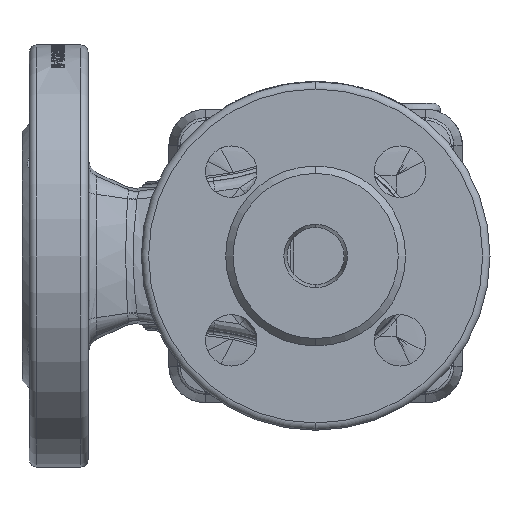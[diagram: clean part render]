
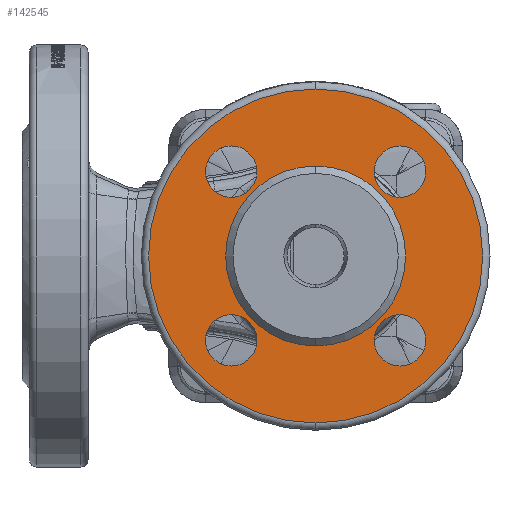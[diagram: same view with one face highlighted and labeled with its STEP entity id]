
A CAD part, front view. The second image highlights one B-rep face of the part: STEP entity #142545.
In plain terms, the highlighted planar face has unit normal (0, -1, 0).
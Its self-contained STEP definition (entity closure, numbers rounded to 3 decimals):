
#1317 = VERTEX_POINT ( 'NONE', #147562 ) ;
#1963 = CIRCLE ( 'NONE', #71538, 7. ) ;
#2245 = CIRCLE ( 'NONE', #18663, 45.5 ) ;
#2633 = DIRECTION ( 'NONE',  ( 0., 1., 0. ) ) ;
#3355 = DIRECTION ( 'NONE',  ( 0., 0., -1. ) ) ;
#4776 = FACE_BOUND ( 'NONE', #50509, .T. ) ;
#5038 = AXIS2_PLACEMENT_3D ( 'NONE', #107295, #59342, #95594 ) ;
#8429 = AXIS2_PLACEMENT_3D ( 'NONE', #147551, #74099, #110803 ) ;
#8498 = PLANE ( 'NONE',  #38561 ) ;
#10820 = DIRECTION ( 'NONE',  ( 0., 0., -1. ) ) ;
#13627 = CARTESIAN_POINT ( 'NONE',  ( 22.981, -88., 29.981 ) ) ;
#14540 = CARTESIAN_POINT ( 'NONE',  ( -22.981, -88., -22.981 ) ) ;
#16190 = VERTEX_POINT ( 'NONE', #67579 ) ;
#18530 = ORIENTED_EDGE ( 'NONE', *, *, #53108, .T. ) ;
#18587 = EDGE_CURVE ( 'NONE', #57889, #52897, #62121, .T. ) ;
#18663 = AXIS2_PLACEMENT_3D ( 'NONE', #129221, #138835, #151106 ) ;
#18807 = EDGE_CURVE ( 'NONE', #16190, #79263, #102040, .T. ) ;
#24892 = CARTESIAN_POINT ( 'NONE',  ( 0., -88., -45.5 ) ) ;
#28401 = CIRCLE ( 'NONE', #8429, 7. ) ;
#35855 = DIRECTION ( 'NONE',  ( 0., 0., -1. ) ) ;
#36051 = DIRECTION ( 'NONE',  ( 0., 1., 0. ) ) ;
#38561 = AXIS2_PLACEMENT_3D ( 'NONE', #58163, #119835, #143323 ) ;
#39468 = ORIENTED_EDGE ( 'NONE', *, *, #106209, .F. ) ;
#41245 = DIRECTION ( 'NONE',  ( 0., 0., -1. ) ) ;
#42098 = AXIS2_PLACEMENT_3D ( 'NONE', #108419, #122712, #10820 ) ;
#42305 = DIRECTION ( 'NONE',  ( 0., -1., 0. ) ) ;
#44979 = FACE_BOUND ( 'NONE', #72333, .T. ) ;
#46247 = CARTESIAN_POINT ( 'NONE',  ( 0., -88., 24.5 ) ) ;
#47472 = AXIS2_PLACEMENT_3D ( 'NONE', #14540, #112098, #48777 ) ;
#47513 = VERTEX_POINT ( 'NONE', #62322 ) ;
#47995 = DIRECTION ( 'NONE',  ( 0., 0., -1. ) ) ;
#48777 = DIRECTION ( 'NONE',  ( 0., 0., -1. ) ) ;
#49045 = CARTESIAN_POINT ( 'NONE',  ( 22.981, -88., -22.981 ) ) ;
#50509 = EDGE_LOOP ( 'NONE', ( #39468, #147262 ) ) ;
#51269 = CARTESIAN_POINT ( 'NONE',  ( 0., -88., 0. ) ) ;
#52181 = EDGE_LOOP ( 'NONE', ( #105566, #151594 ) ) ;
#52599 = FACE_BOUND ( 'NONE', #63470, .T. ) ;
#52897 = VERTEX_POINT ( 'NONE', #46247 ) ;
#53078 = DIRECTION ( 'NONE',  ( 0., 0., 1. ) ) ;
#53108 = EDGE_CURVE ( 'NONE', #52897, #57889, #75158, .T. ) ;
#53587 = EDGE_LOOP ( 'NONE', ( #68849, #98875 ) ) ;
#56455 = FACE_BOUND ( 'NONE', #53587, .T. ) ;
#57889 = VERTEX_POINT ( 'NONE', #63664 ) ;
#58163 = CARTESIAN_POINT ( 'NONE',  ( -24.5, -88., 0. ) ) ;
#58893 = ORIENTED_EDGE ( 'NONE', *, *, #115465, .F. ) ;
#59342 = DIRECTION ( 'NONE',  ( 0., -1., 0. ) ) ;
#62121 = CIRCLE ( 'NONE', #75602, 24.5 ) ;
#62322 = CARTESIAN_POINT ( 'NONE',  ( 0., -88., 45.5 ) ) ;
#63470 = EDGE_LOOP ( 'NONE', ( #18530, #121775 ) ) ;
#63550 = DIRECTION ( 'NONE',  ( 0., 0., 1. ) ) ;
#63664 = CARTESIAN_POINT ( 'NONE',  ( 0., -88., -24.5 ) ) ;
#65883 = CARTESIAN_POINT ( 'NONE',  ( -22.981, -88., -15.981 ) ) ;
#67579 = CARTESIAN_POINT ( 'NONE',  ( 22.981, -88., -15.981 ) ) ;
#68849 = ORIENTED_EDGE ( 'NONE', *, *, #112412, .F. ) ;
#69475 = CARTESIAN_POINT ( 'NONE',  ( 22.981, -88., -29.981 ) ) ;
#69791 = EDGE_CURVE ( 'NONE', #147492, #1317, #93047, .T. ) ;
#71538 = AXIS2_PLACEMENT_3D ( 'NONE', #49045, #107672, #47995 ) ;
#72333 = EDGE_LOOP ( 'NONE', ( #116813, #58893 ) ) ;
#74099 = DIRECTION ( 'NONE',  ( 0., -1., 0. ) ) ;
#75158 = CIRCLE ( 'NONE', #120899, 24.5 ) ;
#75602 = AXIS2_PLACEMENT_3D ( 'NONE', #121762, #36051, #108508 ) ;
#77386 = FACE_BOUND ( 'NONE', #52181, .T. ) ;
#79263 = VERTEX_POINT ( 'NONE', #69475 ) ;
#79998 = AXIS2_PLACEMENT_3D ( 'NONE', #51269, #2633, #63550 ) ;
#85107 = EDGE_CURVE ( 'NONE', #127244, #47513, #125362, .T. ) ;
#86111 = VERTEX_POINT ( 'NONE', #13627 ) ;
#90924 = CARTESIAN_POINT ( 'NONE',  ( 22.981, -88., 15.981 ) ) ;
#92300 = VERTEX_POINT ( 'NONE', #93100 ) ;
#93047 = CIRCLE ( 'NONE', #42098, 7. ) ;
#93100 = CARTESIAN_POINT ( 'NONE',  ( -22.981, -88., 15.981 ) ) ;
#95594 = DIRECTION ( 'NONE',  ( 0., 0., -1. ) ) ;
#97691 = DIRECTION ( 'NONE',  ( 0., -1., 0. ) ) ;
#98339 = AXIS2_PLACEMENT_3D ( 'NONE', #114176, #42305, #41245 ) ;
#98875 = ORIENTED_EDGE ( 'NONE', *, *, #18807, .F. ) ;
#100004 = CARTESIAN_POINT ( 'NONE',  ( 0., -88., 0. ) ) ;
#100183 = EDGE_CURVE ( 'NONE', #1317, #147492, #151438, .T. ) ;
#102040 = CIRCLE ( 'NONE', #106174, 7. ) ;
#104658 = CIRCLE ( 'NONE', #127644, 7. ) ;
#105566 = ORIENTED_EDGE ( 'NONE', *, *, #100183, .F. ) ;
#106174 = AXIS2_PLACEMENT_3D ( 'NONE', #146628, #97691, #35855 ) ;
#106209 = EDGE_CURVE ( 'NONE', #147583, #86111, #28401, .T. ) ;
#106322 = CARTESIAN_POINT ( 'NONE',  ( -22.981, -88., 29.981 ) ) ;
#107295 = CARTESIAN_POINT ( 'NONE',  ( -22.981, -88., 22.981 ) ) ;
#107672 = DIRECTION ( 'NONE',  ( 0., -1., 0. ) ) ;
#108419 = CARTESIAN_POINT ( 'NONE',  ( -22.981, -88., -22.981 ) ) ;
#108508 = DIRECTION ( 'NONE',  ( 0., 0., 1. ) ) ;
#110263 = CIRCLE ( 'NONE', #5038, 7. ) ;
#110803 = DIRECTION ( 'NONE',  ( 0., 0., -1. ) ) ;
#112098 = DIRECTION ( 'NONE',  ( 0., -1., 0. ) ) ;
#112412 = EDGE_CURVE ( 'NONE', #79263, #16190, #1963, .T. ) ;
#114176 = CARTESIAN_POINT ( 'NONE',  ( 22.981, -88., 22.981 ) ) ;
#114985 = ORIENTED_EDGE ( 'NONE', *, *, #138635, .F. ) ;
#115465 = EDGE_CURVE ( 'NONE', #150257, #92300, #104658, .T. ) ;
#115716 = EDGE_CURVE ( 'NONE', #92300, #150257, #110263, .T. ) ;
#116813 = ORIENTED_EDGE ( 'NONE', *, *, #115716, .F. ) ;
#119835 = DIRECTION ( 'NONE',  ( 0., -1., 0. ) ) ;
#120899 = AXIS2_PLACEMENT_3D ( 'NONE', #100004, #150009, #53078 ) ;
#121762 = CARTESIAN_POINT ( 'NONE',  ( 0., -88., 0. ) ) ;
#121775 = ORIENTED_EDGE ( 'NONE', *, *, #18587, .T. ) ;
#121995 = ORIENTED_EDGE ( 'NONE', *, *, #85107, .F. ) ;
#122712 = DIRECTION ( 'NONE',  ( 0., -1., 0. ) ) ;
#124344 = EDGE_CURVE ( 'NONE', #86111, #147583, #131162, .T. ) ;
#125362 = CIRCLE ( 'NONE', #79998, 45.5 ) ;
#126864 = FACE_OUTER_BOUND ( 'NONE', #149869, .T. ) ;
#127244 = VERTEX_POINT ( 'NONE', #24892 ) ;
#127644 = AXIS2_PLACEMENT_3D ( 'NONE', #148390, #147346, #3355 ) ;
#129221 = CARTESIAN_POINT ( 'NONE',  ( 0., -88., 0. ) ) ;
#131162 = CIRCLE ( 'NONE', #98339, 7. ) ;
#138635 = EDGE_CURVE ( 'NONE', #47513, #127244, #2245, .T. ) ;
#138835 = DIRECTION ( 'NONE',  ( 0., 1., 0. ) ) ;
#142545 = ADVANCED_FACE ( 'NONE', ( #56455, #77386, #4776, #44979, #52599, #126864 ), #8498, .T. ) ;
#143323 = DIRECTION ( 'NONE',  ( 0., 0., -1. ) ) ;
#146628 = CARTESIAN_POINT ( 'NONE',  ( 22.981, -88., -22.981 ) ) ;
#147262 = ORIENTED_EDGE ( 'NONE', *, *, #124344, .F. ) ;
#147346 = DIRECTION ( 'NONE',  ( 0., -1., 0. ) ) ;
#147492 = VERTEX_POINT ( 'NONE', #65883 ) ;
#147551 = CARTESIAN_POINT ( 'NONE',  ( 22.981, -88., 22.981 ) ) ;
#147562 = CARTESIAN_POINT ( 'NONE',  ( -22.981, -88., -29.981 ) ) ;
#147583 = VERTEX_POINT ( 'NONE', #90924 ) ;
#148390 = CARTESIAN_POINT ( 'NONE',  ( -22.981, -88., 22.981 ) ) ;
#149869 = EDGE_LOOP ( 'NONE', ( #114985, #121995 ) ) ;
#150009 = DIRECTION ( 'NONE',  ( 0., 1., 0. ) ) ;
#150257 = VERTEX_POINT ( 'NONE', #106322 ) ;
#151106 = DIRECTION ( 'NONE',  ( 0., 0., 1. ) ) ;
#151438 = CIRCLE ( 'NONE', #47472, 7. ) ;
#151594 = ORIENTED_EDGE ( 'NONE', *, *, #69791, .F. ) ;
